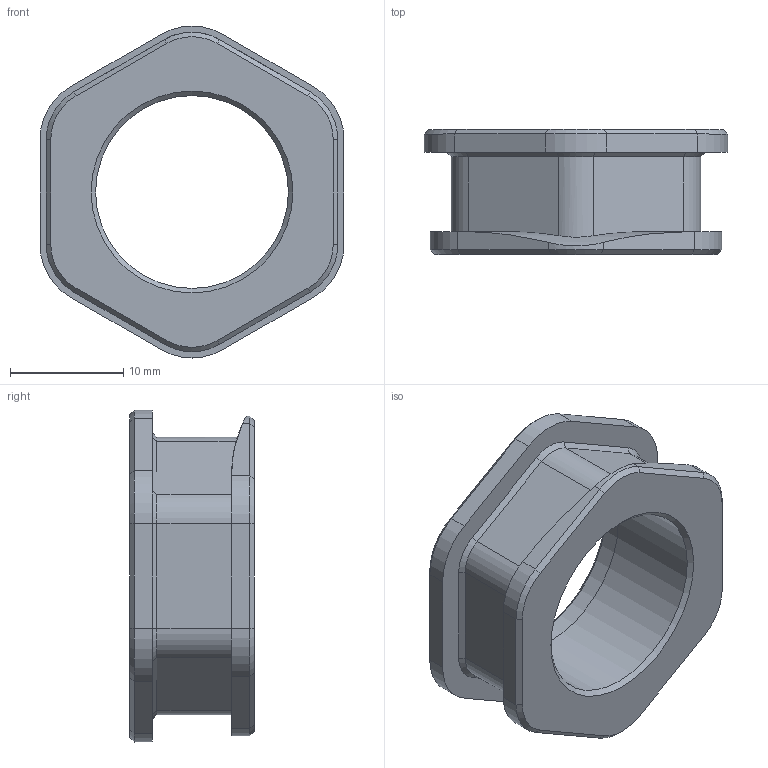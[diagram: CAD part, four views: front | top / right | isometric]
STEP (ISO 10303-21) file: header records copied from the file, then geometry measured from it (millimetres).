
FILE_DESCRIPTION(/* description */ (''),/* implementation_level */ '2;1');
FILE_NAME(/* name */ '16mm_button_spacer.step',/* time_stamp */ '2022-08-24T16:25:37-07:00',/* author */ (''),/* organization */ (''),/* preprocessor_version */ 'ST-DEVELOPER v19',/* originating_system */ 'Autodesk Translation Framework v11.7.0.108',/* authorisation */ '');
FILE_SCHEMA (('AUTOMOTIVE_DESIGN { 1 0 10303 214 3 1 1 }'));
Length unit declared in the file: millimetre
Products named in the file (1): (Unsaved)
Bounding box: 26.8 x 11 x 29.28 mm (x, y, z)
Volume: 2743.3 mm3; surface area: 2874.7 mm2
Topology: 2 solids, 2 shells, 82 faces, 196 edges, 118 vertices
Faces by surface type: plane 41, cylinder 21, cone 20
Full cylindrical faces by diameter (mm): 17 x2
Entity records: 2404 total; most frequent: CARTESIAN_POINT 427, DIRECTION 422, ORIENTED_EDGE 392, EDGE_CURVE 196, AXIS2_PLACEMENT_3D 145, LINE 132, VECTOR 132, VERTEX_POINT 118
